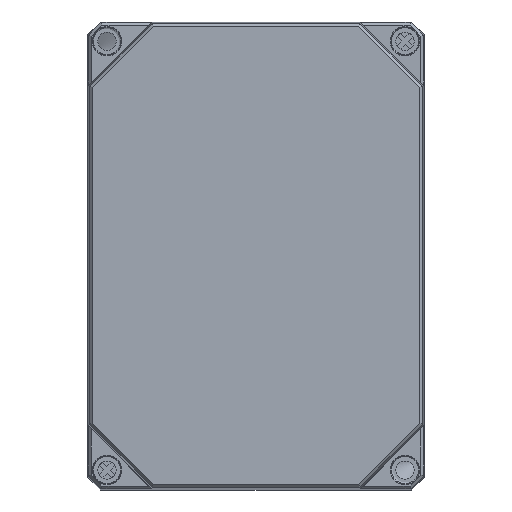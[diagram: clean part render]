
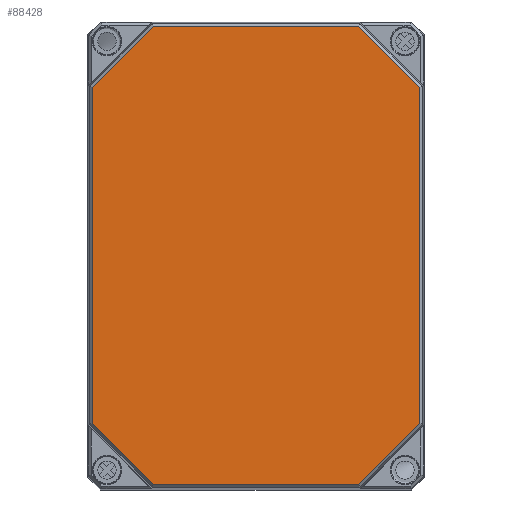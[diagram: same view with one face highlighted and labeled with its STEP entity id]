
A CAD part, top view. The second image highlights one B-rep face of the part: STEP entity #88428.
In plain terms, the highlighted planar face has unit normal (0, 0, 1).
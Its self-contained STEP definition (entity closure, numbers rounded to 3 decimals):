
#5378=PLANE('',#93293);
#10254=FACE_OUTER_BOUND('',#15681,.T.);
#15681=EDGE_LOOP('',(#80299,#80300,#80301,#80302,#80303,#80304,#80305,#80306));
#22542=LINE('',#161118,#29492);
#22546=LINE('',#161124,#29496);
#22548=LINE('',#161128,#29498);
#22551=LINE('',#161133,#29501);
#22553=LINE('',#161137,#29503);
#22556=LINE('',#161142,#29506);
#22558=LINE('',#161146,#29508);
#22561=LINE('',#161150,#29511);
#29492=VECTOR('',#109319,10.);
#29496=VECTOR('',#109325,10.);
#29498=VECTOR('',#109329,10.);
#29501=VECTOR('',#109334,10.);
#29503=VECTOR('',#109338,10.);
#29506=VECTOR('',#109343,10.);
#29508=VECTOR('',#109347,10.);
#29511=VECTOR('',#109352,10.);
#42045=VERTEX_POINT('',#161116);
#42046=VERTEX_POINT('',#161117);
#42047=VERTEX_POINT('',#161123);
#42048=VERTEX_POINT('',#161127);
#42049=VERTEX_POINT('',#161132);
#42050=VERTEX_POINT('',#161136);
#42051=VERTEX_POINT('',#161141);
#42052=VERTEX_POINT('',#161145);
#54845=EDGE_CURVE('',#42045,#42046,#22542,.T.);
#54849=EDGE_CURVE('',#42046,#42047,#22546,.T.);
#54851=EDGE_CURVE('',#42047,#42048,#22548,.T.);
#54854=EDGE_CURVE('',#42048,#42049,#22551,.T.);
#54856=EDGE_CURVE('',#42049,#42050,#22553,.T.);
#54859=EDGE_CURVE('',#42050,#42051,#22556,.T.);
#54861=EDGE_CURVE('',#42051,#42052,#22558,.T.);
#54864=EDGE_CURVE('',#42052,#42045,#22561,.T.);
#80299=ORIENTED_EDGE('',*,*,#54845,.F.);
#80300=ORIENTED_EDGE('',*,*,#54864,.F.);
#80301=ORIENTED_EDGE('',*,*,#54861,.F.);
#80302=ORIENTED_EDGE('',*,*,#54859,.F.);
#80303=ORIENTED_EDGE('',*,*,#54856,.F.);
#80304=ORIENTED_EDGE('',*,*,#54854,.F.);
#80305=ORIENTED_EDGE('',*,*,#54851,.F.);
#80306=ORIENTED_EDGE('',*,*,#54849,.F.);
#88428=ADVANCED_FACE('',(#10254),#5378,.T.);
#93293=AXIS2_PLACEMENT_3D('',#161171,#109367,#109368);
#109319=DIRECTION('',(1.,0.,0.));
#109325=DIRECTION('',(0.707,-0.707,0.));
#109329=DIRECTION('',(0.,-1.,0.));
#109334=DIRECTION('',(-0.707,-0.707,0.));
#109338=DIRECTION('',(-1.,0.,0.));
#109343=DIRECTION('',(-0.707,0.707,0.));
#109347=DIRECTION('',(0.,1.,0.));
#109352=DIRECTION('',(0.707,0.707,0.));
#109367=DIRECTION('center_axis',(0.,0.,1.));
#109368=DIRECTION('ref_axis',(1.,0.,0.));
#161116=CARTESIAN_POINT('',(-39.59,88.443,92.5));
#161117=CARTESIAN_POINT('',(39.59,88.443,92.5));
#161118=CARTESIAN_POINT('',(-30.,88.443,92.5));
#161123=CARTESIAN_POINT('',(63.193,64.84,92.5));
#161124=CARTESIAN_POINT('',(51.589,76.444,92.5));
#161127=CARTESIAN_POINT('',(63.193,-64.84,92.5));
#161128=CARTESIAN_POINT('',(63.193,42.625,92.5));
#161132=CARTESIAN_POINT('',(39.59,-88.443,92.5));
#161133=CARTESIAN_POINT('',(63.819,-64.214,92.5));
#161136=CARTESIAN_POINT('',(-39.59,-88.443,92.5));
#161137=CARTESIAN_POINT('',(30.,-88.443,92.5));
#161141=CARTESIAN_POINT('',(-63.193,-64.84,92.5));
#161142=CARTESIAN_POINT('',(-51.589,-76.444,92.5));
#161145=CARTESIAN_POINT('',(-63.193,64.84,92.5));
#161146=CARTESIAN_POINT('',(-63.193,-42.625,92.5));
#161150=CARTESIAN_POINT('',(-63.819,64.214,92.5));
#161171=CARTESIAN_POINT('Origin',(0.,0.,
92.5));
